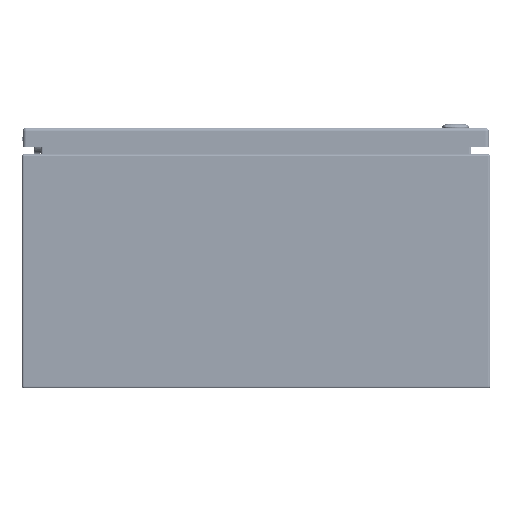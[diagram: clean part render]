
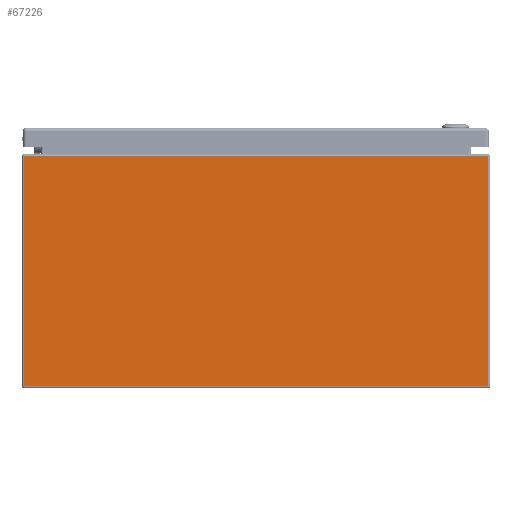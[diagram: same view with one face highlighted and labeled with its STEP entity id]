
A CAD part, front view. The second image highlights one B-rep face of the part: STEP entity #67226.
In plain terms, the highlighted planar face has unit normal (0, -1, 0).
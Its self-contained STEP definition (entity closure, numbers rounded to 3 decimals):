
#6819=LINE('',#94441,#10948);
#6825=LINE('',#94459,#10954);
#6829=LINE('',#94476,#10958);
#6860=LINE('',#94633,#10989);
#10948=VECTOR('',#78260,0.394);
#10954=VECTOR('',#78280,0.394);
#10958=VECTOR('',#78298,0.394);
#10989=VECTOR('',#78481,0.394);
#16191=FACE_OUTER_BOUND('',#20353,.T.);
#20353=EDGE_LOOP('',(#44811,#44812,#44813,#44814));
#27285=VERTEX_POINT('',#94432);
#27288=VERTEX_POINT('',#94439);
#27293=VERTEX_POINT('',#94458);
#27298=VERTEX_POINT('',#94469);
#33973=EDGE_CURVE('',#27288,#27285,#6819,.T.);
#33982=EDGE_CURVE('',#27285,#27293,#6825,.T.);
#33991=EDGE_CURVE('',#27293,#27298,#6829,.T.);
#34070=EDGE_CURVE('',#27298,#27288,#6860,.T.);
#44811=ORIENTED_EDGE('',*,*,#33973,.F.);
#44812=ORIENTED_EDGE('',*,*,#34070,.F.);
#44813=ORIENTED_EDGE('',*,*,#33991,.F.);
#44814=ORIENTED_EDGE('',*,*,#33982,.F.);
#65733=PLANE('',#72297);
#67226=ADVANCED_FACE('',(#16191),#65733,.F.);
#72297=AXIS2_PLACEMENT_3D('',#94632,#78479,#78480);
#78260=DIRECTION('',(0.,0.,1.));
#78280=DIRECTION('',(1.,0.,0.));
#78298=DIRECTION('',(0.,0.,-1.));
#78479=DIRECTION('center_axis',(0.,1.,0.));
#78480=DIRECTION('ref_axis',(0.,0.,1.));
#78481=DIRECTION('',(-1.,0.,0.));
#94432=CARTESIAN_POINT('',(-9.916,-12.,9.916));
#94439=CARTESIAN_POINT('',(-9.916,-12.,0.084));
#94441=CARTESIAN_POINT('',(-9.916,-12.,9.916));
#94458=CARTESIAN_POINT('',(9.916,-12.,9.916));
#94459=CARTESIAN_POINT('',(-9.078,-12.,9.916));
#94469=CARTESIAN_POINT('',(9.916,-12.,0.084));
#94476=CARTESIAN_POINT('',(9.916,-12.,9.916));
#94632=CARTESIAN_POINT('Origin',(9.078,-12.,9.916));
#94633=CARTESIAN_POINT('',(9.518,-12.,0.084));
